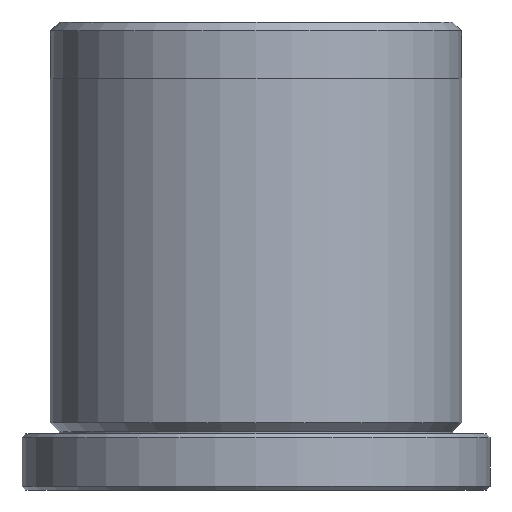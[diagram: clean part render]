
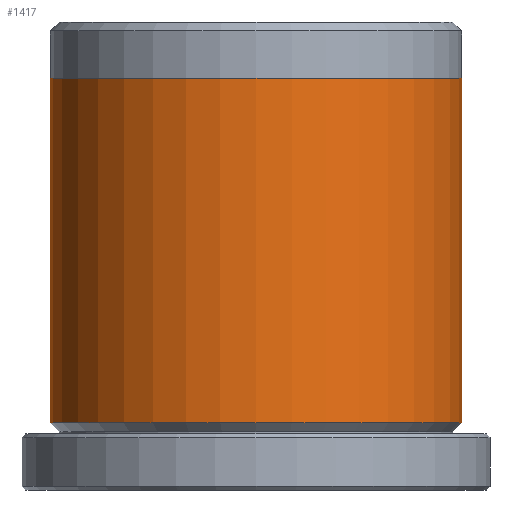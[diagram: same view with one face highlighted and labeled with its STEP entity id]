
A CAD part, front view. The second image highlights one B-rep face of the part: STEP entity #1417.
In plain terms, the highlighted cylindrical face has radius 11 mm (diameter 22 mm), a partial arc.
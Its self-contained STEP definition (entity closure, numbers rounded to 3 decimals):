
#109 = DIRECTION ( 'NONE',  ( -1., 0., 0. ) ) ;
#135 = DIRECTION ( 'NONE',  ( 1., 0., 0. ) ) ;
#152 = EDGE_LOOP ( 'NONE', ( #736, #1419, #454, #1451 ) ) ;
#214 = DIRECTION ( 'NONE',  ( -1., 0., 0. ) ) ;
#343 = CARTESIAN_POINT ( 'NONE',  ( 0., 0., 25. ) ) ;
#408 = CARTESIAN_POINT ( 'NONE',  ( -11., 0., 25. ) ) ;
#423 = CARTESIAN_POINT ( 'NONE',  ( -11., 0., 22. ) ) ;
#454 = ORIENTED_EDGE ( 'NONE', *, *, #819, .T. ) ;
#488 = CARTESIAN_POINT ( 'NONE',  ( 11., 0., 22. ) ) ;
#506 = AXIS2_PLACEMENT_3D ( 'NONE', #1610, #867, #109 ) ;
#519 = VECTOR ( 'NONE', #1454, 1000. ) ;
#579 = CARTESIAN_POINT ( 'NONE',  ( 11., 0., 25. ) ) ;
#609 = VERTEX_POINT ( 'NONE', #423 ) ;
#650 = EDGE_CURVE ( 'NONE', #1525, #1213, #745, .T. ) ;
#694 = FACE_OUTER_BOUND ( 'NONE', #152, .T. ) ;
#724 = EDGE_CURVE ( 'NONE', #609, #1605, #1064, .T. ) ;
#736 = ORIENTED_EDGE ( 'NONE', *, *, #912, .F. ) ;
#745 = CIRCLE ( 'NONE', #506, 11. ) ;
#754 = AXIS2_PLACEMENT_3D ( 'NONE', #1634, #900, #135 ) ;
#769 = LINE ( 'NONE', #579, #519 ) ;
#778 = CARTESIAN_POINT ( 'NONE',  ( -11., 0., 3.6 ) ) ;
#781 = DIRECTION ( 'NONE',  ( 0., 0., -1. ) ) ;
#819 = EDGE_CURVE ( 'NONE', #609, #1213, #1018, .T. ) ;
#867 = DIRECTION ( 'NONE',  ( 0., 0., -1. ) ) ;
#900 = DIRECTION ( 'NONE',  ( 0., 0., 1. ) ) ;
#912 = EDGE_CURVE ( 'NONE', #1605, #1525, #769, .T. ) ;
#933 = AXIS2_PLACEMENT_3D ( 'NONE', #343, #1234, #214 ) ;
#985 = CARTESIAN_POINT ( 'NONE',  ( 11., 0., 3.6 ) ) ;
#1018 = LINE ( 'NONE', #408, #1238 ) ;
#1064 = CIRCLE ( 'NONE', #754, 11. ) ;
#1213 = VERTEX_POINT ( 'NONE', #778 ) ;
#1234 = DIRECTION ( 'NONE',  ( 0., 0., -1. ) ) ;
#1238 = VECTOR ( 'NONE', #781, 1000. ) ;
#1417 = ADVANCED_FACE ( 'NONE', ( #694 ), #1576, .T. ) ;
#1419 = ORIENTED_EDGE ( 'NONE', *, *, #724, .F. ) ;
#1451 = ORIENTED_EDGE ( 'NONE', *, *, #650, .F. ) ;
#1454 = DIRECTION ( 'NONE',  ( 0., 0., -1. ) ) ;
#1525 = VERTEX_POINT ( 'NONE', #985 ) ;
#1576 = CYLINDRICAL_SURFACE ( 'NONE', #933, 11. ) ;
#1605 = VERTEX_POINT ( 'NONE', #488 ) ;
#1610 = CARTESIAN_POINT ( 'NONE',  ( 0., 0., 3.6 ) ) ;
#1634 = CARTESIAN_POINT ( 'NONE',  ( 0., 0., 22. ) ) ;
